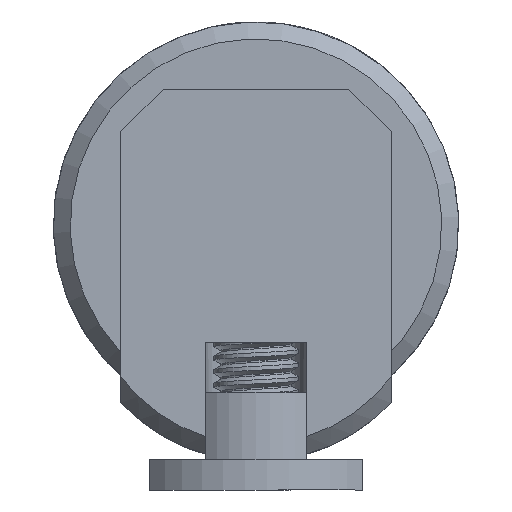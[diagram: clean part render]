
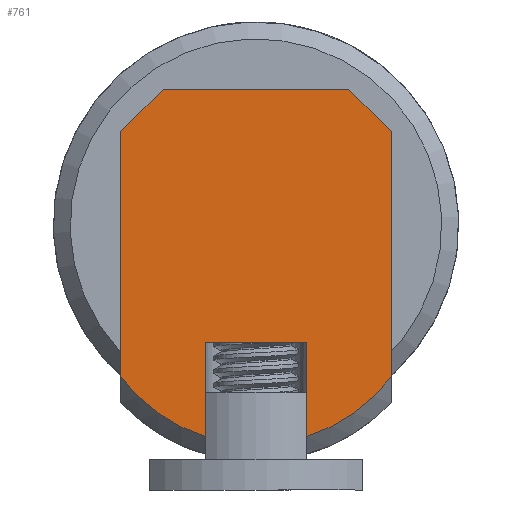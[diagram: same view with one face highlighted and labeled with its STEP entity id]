
A CAD part, left-side view. The second image highlights one B-rep face of the part: STEP entity #761.
In plain terms, the highlighted planar face has unit normal (-1, 0, 0).
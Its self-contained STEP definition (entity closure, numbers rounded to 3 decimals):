
#761=ADVANCED_FACE('',(#4432),#4434,.F.);
#4432=FACE_BOUND('',#4433,.T.);
#4433=EDGE_LOOP('',(#16869,#16870,#16871,#16872,#16873,#16874,#16875,#16876,#16877,
#16878));
#4434=PLANE('',#4435);
#4435=AXIS2_PLACEMENT_3D('',#4436,#4437,#4438);
#4436=CARTESIAN_POINT('',(-10.,0.,0.));
#4437=DIRECTION('',(1.,0.,0.));
#4438=DIRECTION('',(0.,1.,0.));
#16869=ORIENTED_EDGE('',*,*,#23392,.F.);
#16870=ORIENTED_EDGE('',*,*,#23395,.F.);
#16871=ORIENTED_EDGE('',*,*,#23394,.F.);
#16872=ORIENTED_EDGE('',*,*,#23287,.T.);
#16873=ORIENTED_EDGE('',*,*,#23283,.F.);
#16874=ORIENTED_EDGE('',*,*,#23282,.T.);
#16875=ORIENTED_EDGE('',*,*,#23397,.T.);
#16876=ORIENTED_EDGE('',*,*,#23275,.T.);
#16877=ORIENTED_EDGE('',*,*,#23273,.F.);
#16878=ORIENTED_EDGE('',*,*,#23340,.T.);
#23273=EDGE_CURVE('',#24235,#24237,#24238,.T.);
#23275=EDGE_CURVE('',#24240,#24237,#24241,.T.);
#23282=EDGE_CURVE('',#24248,#24250,#24252,.T.);
#23283=EDGE_CURVE('',#24248,#24253,#24254,.T.);
#23287=EDGE_CURVE('',#24256,#24253,#24259,.T.);
#23340=EDGE_CURVE('',#24235,#24361,#24363,.T.);
#23392=EDGE_CURVE('',#24464,#24361,#24466,.F.);
#23394=EDGE_CURVE('',#24256,#24467,#24469,.F.);
#23395=EDGE_CURVE('',#24467,#24464,#24470,.T.);
#23397=EDGE_CURVE('',#24250,#24240,#24473,.T.);
#24235=VERTEX_POINT('',#28317);
#24237=VERTEX_POINT('',#28339);
#24238=CIRCLE('',#28340,10.);
#24240=VERTEX_POINT('',#28354);
#24241=LINE('',#28355,#28356);
#24248=VERTEX_POINT('',#28373);
#24250=VERTEX_POINT('',#28384);
#24252=LINE('',#28388,#28389);
#24253=VERTEX_POINT('',#28391);
#24254=CIRCLE('',#28392,10.);
#24256=VERTEX_POINT('',#28417);
#24259=LINE('',#28442,#28443);
#24361=VERTEX_POINT('',#28697);
#24363=LINE('',#28701,#28702);
#24464=VERTEX_POINT('',#28935);
#24466=LINE('',#28939,#28940);
#24467=VERTEX_POINT('',#28942);
#24469=LINE('',#28946,#28947);
#24470=LINE('',#28949,#28950);
#24473=LINE('',#28957,#28958);
#28317=CARTESIAN_POINT('',(-10.,-8.,-6.));
#28339=CARTESIAN_POINT('',(-10.,-3.,-9.539));
#28340=AXIS2_PLACEMENT_3D('',#28341,#28342,#28343);
#28341=CARTESIAN_POINT('',(-10.,0.,0.));
#28342=DIRECTION('',(1.,0.,0.));
#28343=DIRECTION('',(0.,-0.8,-0.6));
#28354=CARTESIAN_POINT('',(-10.,-3.,-4.));
#28355=CARTESIAN_POINT('',(-10.,-3.,-4.));
#28356=VECTOR('',#28357,1.);
#28357=DIRECTION('',(0.,0.,-1.));
#28373=CARTESIAN_POINT('',(-10.,3.,-9.539));
#28384=CARTESIAN_POINT('',(-10.,3.,-4.));
#28388=CARTESIAN_POINT('',(-10.,3.,-9.539));
#28389=VECTOR('',#28390,1.);
#28390=DIRECTION('',(0.,0.,1.));
#28391=CARTESIAN_POINT('',(-10.,8.,-6.));
#28392=AXIS2_PLACEMENT_3D('',#28393,#28394,#28395);
#28393=CARTESIAN_POINT('',(-10.,0.,0.));
#28394=DIRECTION('',(1.,0.,0.));
#28395=DIRECTION('',(0.,0.3,-0.954));
#28417=CARTESIAN_POINT('',(-10.,8.,8.5));
#28442=CARTESIAN_POINT('',(-10.,8.,8.5));
#28443=VECTOR('',#28444,1.);
#28444=DIRECTION('',(0.,0.,-1.));
#28697=CARTESIAN_POINT('',(-10.,-8.,8.5));
#28701=CARTESIAN_POINT('',(-10.,-8.,-6.));
#28702=VECTOR('',#28703,1.);
#28703=DIRECTION('',(0.,0.,1.));
#28935=CARTESIAN_POINT('',(-10.,-5.5,11.));
#28939=CARTESIAN_POINT('',(-10.,-8.,8.5));
#28940=VECTOR('',#28941,1.);
#28941=DIRECTION('',(0.,0.707,0.707));
#28942=CARTESIAN_POINT('',(-10.,5.5,11.));
#28946=CARTESIAN_POINT('',(-10.,5.5,11.));
#28947=VECTOR('',#28948,1.);
#28948=DIRECTION('',(0.,0.707,-0.707));
#28949=CARTESIAN_POINT('',(-10.,5.5,11.));
#28950=VECTOR('',#28951,1.);
#28951=DIRECTION('',(0.,-1.,0.));
#28957=CARTESIAN_POINT('',(-10.,3.,-4.));
#28958=VECTOR('',#28959,1.);
#28959=DIRECTION('',(0.,-1.,0.));
